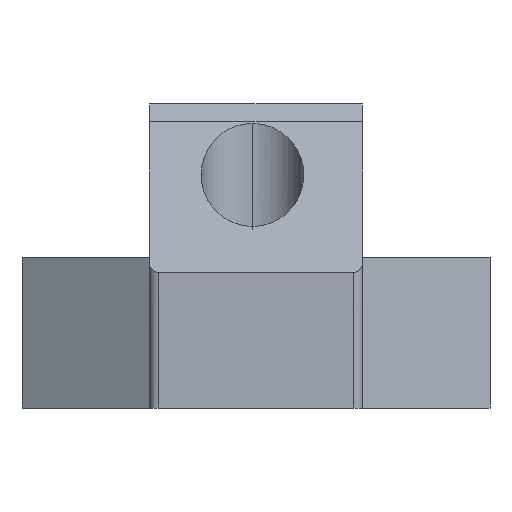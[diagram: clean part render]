
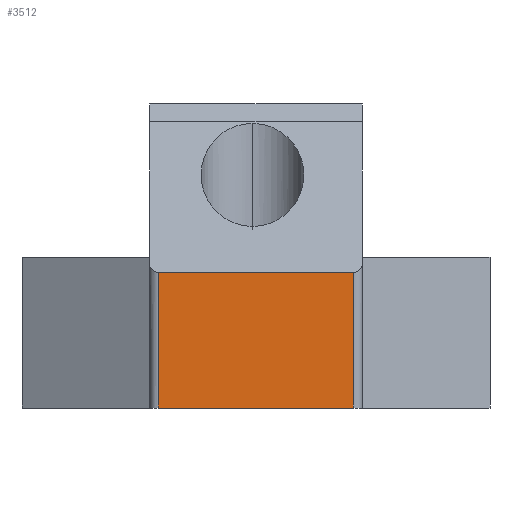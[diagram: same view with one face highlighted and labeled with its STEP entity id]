
A CAD part, left-side view. The second image highlights one B-rep face of the part: STEP entity #3512.
In plain terms, the highlighted planar face has unit normal (-1, 0, 0).
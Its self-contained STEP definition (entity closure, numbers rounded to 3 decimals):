
#149 = PLANE('',#150);
#150 = AXIS2_PLACEMENT_3D('',#151,#152,#153);
#151 = CARTESIAN_POINT('',(-36.,0.,14.15));
#152 = DIRECTION('',(-0.707,0.,0.707)
  );
#153 = DIRECTION('',(0.,1.,0.));
#361 = PLANE('',#362);
#362 = AXIS2_PLACEMENT_3D('',#363,#364,#365);
#363 = CARTESIAN_POINT('',(0.,0.,-2.));
#364 = DIRECTION('',(0.,0.,-1.));
#365 = DIRECTION('',(1.,-0.,0.));
#1991 = CYLINDRICAL_SURFACE('',#1992,0.5);
#1992 = AXIS2_PLACEMENT_3D('',#1993,#1994,#1995);
#1993 = CARTESIAN_POINT('',(-44.,-4.7,2.));
#1994 = DIRECTION('',(0.,0.,-1.));
#1995 = DIRECTION('',(1.,0.,0.));
#2402 = CYLINDRICAL_SURFACE('',#2403,0.5);
#2403 = AXIS2_PLACEMENT_3D('',#2404,#2405,#2406);
#2404 = CARTESIAN_POINT('',(-44.,6.3,2.));
#2405 = DIRECTION('',(0.,0.,1.));
#2406 = DIRECTION('',(-1.,0.,0.));
#3048 = VERTEX_POINT('',#3049);
#3049 = CARTESIAN_POINT('',(-44.5,-4.7,-2.));
#3071 = EDGE_CURVE('',#3072,#3048,#3074,.T.);
#3072 = VERTEX_POINT('',#3073);
#3073 = CARTESIAN_POINT('',(-44.5,6.3,-2.));
#3074 = SURFACE_CURVE('',#3075,(#3079,#3086),.PCURVE_S1.);
#3075 = LINE('',#3076,#3077);
#3076 = CARTESIAN_POINT('',(-44.5,0.,-2.));
#3077 = VECTOR('',#3078,1.);
#3078 = DIRECTION('',(0.,-1.,0.));
#3079 = PCURVE('',#361,#3080);
#3080 = DEFINITIONAL_REPRESENTATION('',(#3081),#3085);
#3081 = LINE('',#3082,#3083);
#3082 = CARTESIAN_POINT('',(-44.5,0.));
#3083 = VECTOR('',#3084,1.);
#3084 = DIRECTION('',(0.,1.));
#3085 = ( GEOMETRIC_REPRESENTATION_CONTEXT(2) 
PARAMETRIC_REPRESENTATION_CONTEXT() REPRESENTATION_CONTEXT('2D SPACE',''
  ) );
#3086 = PCURVE('',#3087,#3092);
#3087 = PLANE('',#3088);
#3088 = AXIS2_PLACEMENT_3D('',#3089,#3090,#3091);
#3089 = CARTESIAN_POINT('',(-44.5,0.,2.));
#3090 = DIRECTION('',(1.,0.,0.));
#3091 = DIRECTION('',(0.,0.,1.));
#3092 = DEFINITIONAL_REPRESENTATION('',(#3093),#3097);
#3093 = LINE('',#3094,#3095);
#3094 = CARTESIAN_POINT('',(-4.,0.));
#3095 = VECTOR('',#3096,1.);
#3096 = DIRECTION('',(0.,1.));
#3097 = ( GEOMETRIC_REPRESENTATION_CONTEXT(2) 
PARAMETRIC_REPRESENTATION_CONTEXT() REPRESENTATION_CONTEXT('2D SPACE',''
  ) );
#3512 = ADVANCED_FACE('',(#3513),#3087,.F.);
#3513 = FACE_BOUND('',#3514,.T.);
#3514 = EDGE_LOOP('',(#3515,#3516,#3539,#3562));
#3515 = ORIENTED_EDGE('',*,*,#3071,.T.);
#3516 = ORIENTED_EDGE('',*,*,#3517,.T.);
#3517 = EDGE_CURVE('',#3048,#3518,#3520,.T.);
#3518 = VERTEX_POINT('',#3519);
#3519 = CARTESIAN_POINT('',(-44.5,-4.7,5.65));
#3520 = SURFACE_CURVE('',#3521,(#3525,#3532),.PCURVE_S1.);
#3521 = LINE('',#3522,#3523);
#3522 = CARTESIAN_POINT('',(-44.5,-4.7,2.));
#3523 = VECTOR('',#3524,1.);
#3524 = DIRECTION('',(0.,0.,1.));
#3525 = PCURVE('',#3087,#3526);
#3526 = DEFINITIONAL_REPRESENTATION('',(#3527),#3531);
#3527 = LINE('',#3528,#3529);
#3528 = CARTESIAN_POINT('',(0.,4.7));
#3529 = VECTOR('',#3530,1.);
#3530 = DIRECTION('',(1.,0.));
#3531 = ( GEOMETRIC_REPRESENTATION_CONTEXT(2) 
PARAMETRIC_REPRESENTATION_CONTEXT() REPRESENTATION_CONTEXT('2D SPACE',''
  ) );
#3532 = PCURVE('',#1991,#3533);
#3533 = DEFINITIONAL_REPRESENTATION('',(#3534),#3538);
#3534 = LINE('',#3535,#3536);
#3535 = CARTESIAN_POINT('',(3.142,0.));
#3536 = VECTOR('',#3537,1.);
#3537 = DIRECTION('',(0.,-1.));
#3538 = ( GEOMETRIC_REPRESENTATION_CONTEXT(2) 
PARAMETRIC_REPRESENTATION_CONTEXT() REPRESENTATION_CONTEXT('2D SPACE',''
  ) );
#3539 = ORIENTED_EDGE('',*,*,#3540,.T.);
#3540 = EDGE_CURVE('',#3518,#3541,#3543,.T.);
#3541 = VERTEX_POINT('',#3542);
#3542 = CARTESIAN_POINT('',(-44.5,6.3,5.65));
#3543 = SURFACE_CURVE('',#3544,(#3548,#3555),.PCURVE_S1.);
#3544 = LINE('',#3545,#3546);
#3545 = CARTESIAN_POINT('',(-44.5,6.8,5.65));
#3546 = VECTOR('',#3547,1.);
#3547 = DIRECTION('',(-0.,1.,0.));
#3548 = PCURVE('',#3087,#3549);
#3549 = DEFINITIONAL_REPRESENTATION('',(#3550),#3554);
#3550 = LINE('',#3551,#3552);
#3551 = CARTESIAN_POINT('',(3.65,-6.8));
#3552 = VECTOR('',#3553,1.);
#3553 = DIRECTION('',(-0.,-1.));
#3554 = ( GEOMETRIC_REPRESENTATION_CONTEXT(2) 
PARAMETRIC_REPRESENTATION_CONTEXT() REPRESENTATION_CONTEXT('2D SPACE',''
  ) );
#3555 = PCURVE('',#149,#3556);
#3556 = DEFINITIONAL_REPRESENTATION('',(#3557),#3561);
#3557 = LINE('',#3558,#3559);
#3558 = CARTESIAN_POINT('',(6.8,12.021));
#3559 = VECTOR('',#3560,1.);
#3560 = DIRECTION('',(1.,0.));
#3561 = ( GEOMETRIC_REPRESENTATION_CONTEXT(2) 
PARAMETRIC_REPRESENTATION_CONTEXT() REPRESENTATION_CONTEXT('2D SPACE',''
  ) );
#3562 = ORIENTED_EDGE('',*,*,#3563,.T.);
#3563 = EDGE_CURVE('',#3541,#3072,#3564,.T.);
#3564 = SURFACE_CURVE('',#3565,(#3569,#3576),.PCURVE_S1.);
#3565 = LINE('',#3566,#3567);
#3566 = CARTESIAN_POINT('',(-44.5,6.3,-2.));
#3567 = VECTOR('',#3568,1.);
#3568 = DIRECTION('',(0.,0.,-1.));
#3569 = PCURVE('',#3087,#3570);
#3570 = DEFINITIONAL_REPRESENTATION('',(#3571),#3575);
#3571 = LINE('',#3572,#3573);
#3572 = CARTESIAN_POINT('',(-4.,-6.3));
#3573 = VECTOR('',#3574,1.);
#3574 = DIRECTION('',(-1.,0.));
#3575 = ( GEOMETRIC_REPRESENTATION_CONTEXT(2) 
PARAMETRIC_REPRESENTATION_CONTEXT() REPRESENTATION_CONTEXT('2D SPACE',''
  ) );
#3576 = PCURVE('',#2402,#3577);
#3577 = DEFINITIONAL_REPRESENTATION('',(#3578),#3582);
#3578 = LINE('',#3579,#3580);
#3579 = CARTESIAN_POINT('',(6.283,-4.));
#3580 = VECTOR('',#3581,1.);
#3581 = DIRECTION('',(0.,-1.));
#3582 = ( GEOMETRIC_REPRESENTATION_CONTEXT(2) 
PARAMETRIC_REPRESENTATION_CONTEXT() REPRESENTATION_CONTEXT('2D SPACE',''
  ) );
